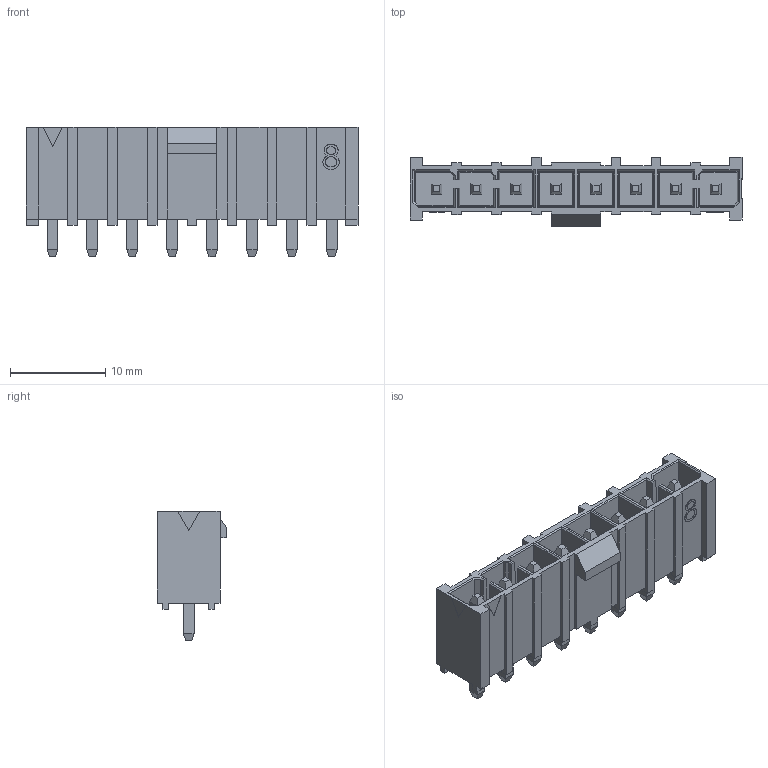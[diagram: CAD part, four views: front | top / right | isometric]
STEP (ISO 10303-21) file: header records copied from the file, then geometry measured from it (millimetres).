
FILE_DESCRIPTION( ('This file contains a STEP AP42 implementation' ,'as created by ZW3D STEP Interface translator.') ,'2;1' );
FILE_NAME( 'WF41901A-1WS08XXB01.stp' ,'24 1 8.171530', (''), ('ZWCAD Software Co.'), 'Version 1.0', 'ZW3D to STEP translator', '' );
FILE_SCHEMA(('AUTOMOTIVE_DESIGN { 1 0 10303 214 1 1 1 1 }'));
Length unit declared in the file: millimetre
Products named in the file (2): 0; WF41901A-1WS08XXB01
Bounding box: 34.87 x 7.26 x 13.6 mm (x, y, z)
Volume: 1052.2 mm3; surface area: 2660.4 mm2
Topology: 1 solids, 1 shells, 646 faces, 1706 edges, 1104 vertices
Faces by surface type: plane 627, bspline 13, cylinder 6
Entity records: 20259 total; most frequent: CARTESIAN_POINT 3705, ORIENTED_EDGE 3412, DIRECTION 2955, EDGE_CURVE 1706, VECTOR 1663, LINE 1663, VERTEX_POINT 1104, EDGE_LOOP 688
